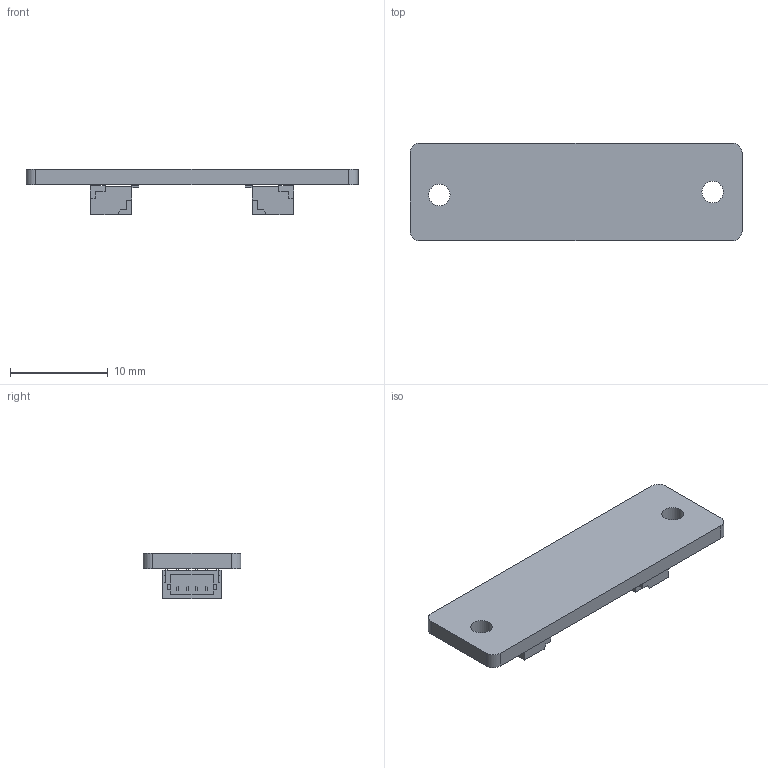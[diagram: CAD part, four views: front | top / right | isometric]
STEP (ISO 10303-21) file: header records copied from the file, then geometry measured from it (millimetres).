
FILE_DESCRIPTION(('KiCad electronic assembly'),'2;1');
FILE_NAME('HallBoard.step','2023-02-02T10:48:06',('Pcbnew'),('Kicad'), 'Open CASCADE STEP processor 7.6','KiCad to STEP converter','Unknown' );
FILE_SCHEMA(('AUTOMOTIVE_DESIGN { 1 0 10303 214 1 1 1 1 }'));
Length unit declared in the file: millimetre
Products named in the file (4): HallBoard 1; SM04B-SRSS-TB; SOLID; HallBoard PCB
Assembly tree (4 placements, depth 3):
  HallBoard 1
    SM04B-SRSS-TB  x2
      SOLID
    HallBoard PCB
Bounding box: 34 x 10 x 4.66 mm (x, y, z)
Volume: 618.5 mm3; surface area: 1150.9 mm2
Topology: 3 solids, 3 shells, 190 faces, 518 edges, 344 vertices
Faces by surface type: plane 184, cylinder 6
Full cylindrical faces by diameter (mm): 2.2 x2
Entity records: 7455 total; most frequent: CARTESIAN_POINT 1182, DIRECTION 1034, LINE 798, VECTOR 798, ORIENTED_EDGE 548, PCURVE 548, DEFINITIONAL_REPRESENTATION 548, EDGE_CURVE 274
